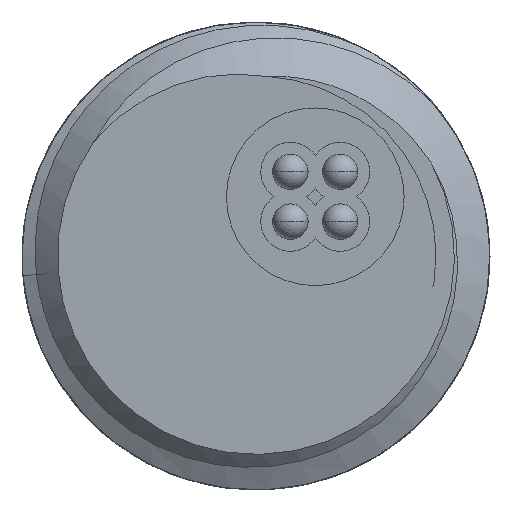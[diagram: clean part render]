
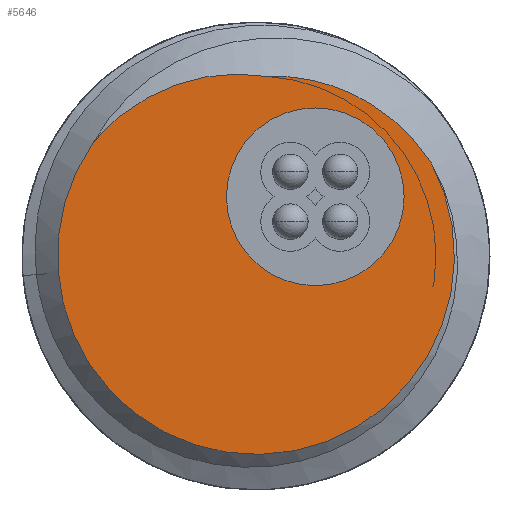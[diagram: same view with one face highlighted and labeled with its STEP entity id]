
A CAD part, front view. The second image highlights one B-rep face of the part: STEP entity #5646.
In plain terms, the highlighted planar face has unit normal (0, -1, 0).
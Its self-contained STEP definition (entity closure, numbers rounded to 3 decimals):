
#2420=CARTESIAN_POINT('',(2.959,0.,1.57));
#2421=CARTESIAN_POINT('',(2.856,0.,1.729));
#2422=CARTESIAN_POINT('',(2.634,0.,2.01));
#2423=CARTESIAN_POINT('',(2.273,0.,2.344));
#2424=CARTESIAN_POINT('',(1.919,0.,2.589));
#2425=CARTESIAN_POINT('',(1.575,0.,2.768));
#2426=CARTESIAN_POINT('',(1.237,0.,2.896));
#2427=CARTESIAN_POINT('',(0.896,0.,2.983));
#2428=CARTESIAN_POINT('',(0.543,0.,3.032));
#2429=CARTESIAN_POINT('',(0.305,0.,3.037));
#2430=CARTESIAN_POINT('',(0.185,0.,3.032));
#2432=CARTESIAN_POINT('',(0.185,0.,3.032));
#2433=CARTESIAN_POINT('',(0.038,0.,3.056));
#2434=CARTESIAN_POINT('',(-0.255,0.,3.082));
#2435=CARTESIAN_POINT('',(-0.702,0.,3.056));
#2436=CARTESIAN_POINT('',(-1.134,0.,2.969));
#2437=CARTESIAN_POINT('',(-1.548,0.,2.823));
#2438=CARTESIAN_POINT('',(-1.955,0.,2.614));
#2439=CARTESIAN_POINT('',(-2.359,0.,2.325));
#2440=CARTESIAN_POINT('',(-2.621,0.,2.067));
#2441=CARTESIAN_POINT('',(-2.746,0.,1.918));
#2443=CARTESIAN_POINT('',(1.,0.,1.));
#2444=DIRECTION('',(0.,-1.,0.));
#2445=DIRECTION('',(-1.,0.,0.));
#2446=AXIS2_PLACEMENT_3D('',#2443,#2444,#2445);
#2448=CARTESIAN_POINT('',(1.,0.,1.));
#2449=DIRECTION('',(0.,-1.,0.));
#2450=DIRECTION('',(1.,0.,0.));
#2451=AXIS2_PLACEMENT_3D('',#2448,#2449,#2450);
#2489=CARTESIAN_POINT('',(0.,0.,0.));
#2490=DIRECTION('',(0.,-1.,0.));
#2491=DIRECTION('',(-0.82,0.,0.573));
#2492=AXIS2_PLACEMENT_3D('',#2489,#2490,#2491);
#4797=VERTEX_POINT('',#2420);
#4798=VERTEX_POINT('',#2430);
#4799=VERTEX_POINT('',#2441);
#4946=CARTESIAN_POINT('',(-0.5,0.,1.));
#4947=CARTESIAN_POINT('',(2.5,0.,1.));
#4948=VERTEX_POINT('',#4946);
#4949=VERTEX_POINT('',#4947);
#5628=CARTESIAN_POINT('',(0.,0.,0.));
#5629=DIRECTION('',(0.,1.,0.));
#5630=DIRECTION('',(1.,0.,0.));
#5631=AXIS2_PLACEMENT_3D('',#5628,#5629,#5630);
#5632=PLANE('',#5631);
#5634=ORIENTED_EDGE('',*,*,#5633,.F.);
#5636=ORIENTED_EDGE('',*,*,#5635,.F.);
#5637=ORIENTED_EDGE('',*,*,#5616,.F.);
#5638=EDGE_LOOP('',(#5634,#5636,#5637));
#5639=FACE_OUTER_BOUND('',#5638,.F.);
#5641=ORIENTED_EDGE('',*,*,#5640,.T.);
#5643=ORIENTED_EDGE('',*,*,#5642,.T.);
#5644=EDGE_LOOP('',(#5641,#5643));
#5645=FACE_BOUND('',#5644,.F.);
#5646=ADVANCED_FACE('',(#5639,#5645),#5632,.F.);
#2431=B_SPLINE_CURVE_WITH_KNOTS('',3,(#2420,#2421,#2422,#2423,#2424,#2425,#2426,
#2427,#2428,#2429,#2430),.UNSPECIFIED.,.F.,.F.,(4,1,1,1,1,1,1,1,4),(0.,
0.125,0.25,0.375,0.5,0.625,0.75,0.875,1.),.UNSPECIFIED.);
#2442=B_SPLINE_CURVE_WITH_KNOTS('',3,(#2432,#2433,#2434,#2435,#2436,#2437,#2438,
#2439,#2440,#2441),.UNSPECIFIED.,.F.,.F.,(4,1,1,1,1,1,1,4),(0.,
0.143,0.286,0.429,0.571,
0.714,0.857,1.),.UNSPECIFIED.);
#2447=CIRCLE('',#2446,1.5);
#2452=CIRCLE('',#2451,1.5);
#2493=CIRCLE('',#2492,3.35);
#5616=EDGE_CURVE('',#4798,#4799,#2442,.T.);
#5633=EDGE_CURVE('',#4797,#4798,#2431,.T.);
#5635=EDGE_CURVE('',#4799,#4797,#2493,.T.);
#5640=EDGE_CURVE('',#4948,#4949,#2447,.T.);
#5642=EDGE_CURVE('',#4949,#4948,#2452,.T.);
